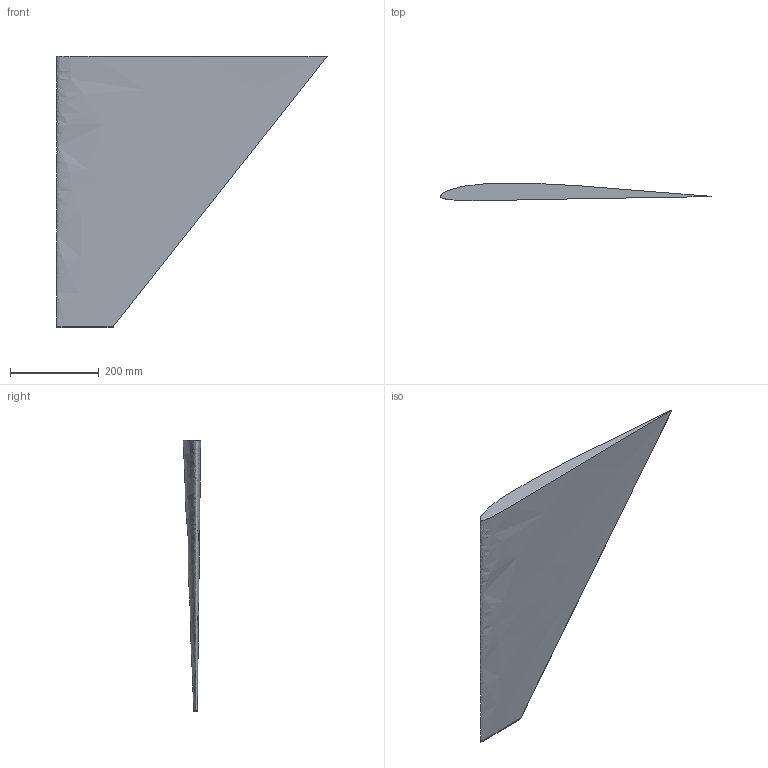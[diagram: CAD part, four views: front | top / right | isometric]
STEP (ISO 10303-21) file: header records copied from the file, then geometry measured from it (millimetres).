
FILE_DESCRIPTION (( 'STEP AP203' ), '1' );
FILE_NAME ('Airfoil swept wing.STEP', '2023-10-31T20:49:14', ( '' ), ( '' ), 'SwSTEP 2.0', 'SolidWorks 2023', '' );
FILE_SCHEMA (( 'CONFIG_CONTROL_DESIGN' ));
Length unit declared in the file: inch
Products named in the file (1): Airfoil swept wing
Bounding box: 609.6 x 39.79 x 612.14 mm (x, y, z)
Volume: 2914868.9 mm3; surface area: 469968.2 mm2
Topology: 1 solids, 1 shells, 6 faces, 10 edges, 6 vertices
Faces by surface type: plane 4, bspline 2
Entity records: 1369 total; most frequent: CARTESIAN_POINT 1187, ORIENTED_EDGE 20, DIRECTION 17, EDGE_CURVE 10, PERSON_AND_ORGANIZATION 8, LINE 7, VECTOR 7, VERTEX_POINT 6
